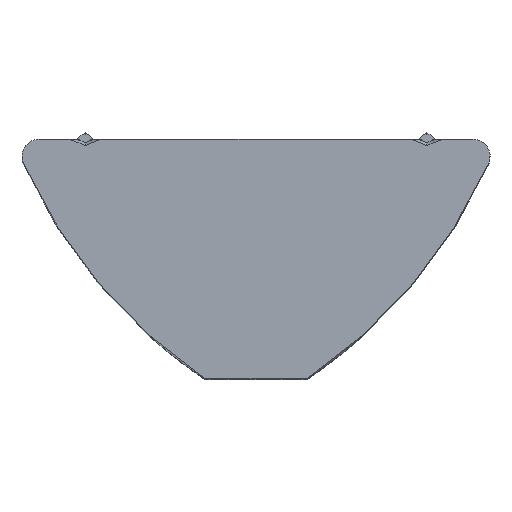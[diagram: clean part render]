
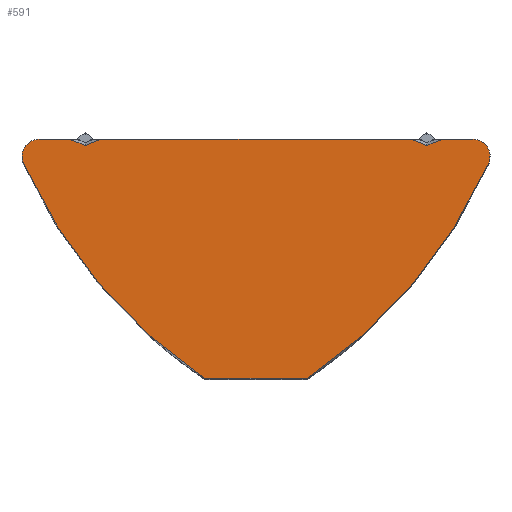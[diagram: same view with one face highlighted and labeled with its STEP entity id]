
A CAD part, top view. The second image highlights one B-rep face of the part: STEP entity #591.
In plain terms, the highlighted planar face has unit normal (0, 0, 1).
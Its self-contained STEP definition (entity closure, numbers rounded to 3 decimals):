
#34 = PLANE ( 'NONE',  #684 ) ;
#35 = VERTEX_POINT ( 'NONE', #788 ) ;
#46 = CARTESIAN_POINT ( 'NONE',  ( -5., -0.183, 11. ) ) ;
#47 = CARTESIAN_POINT ( 'NONE',  ( 4.543, 0., 11. ) ) ;
#51 = ORIENTED_EDGE ( 'NONE', *, *, #728, .T. ) ;
#60 = VECTOR ( 'NONE', #695, 1000. ) ;
#64 = VERTEX_POINT ( 'NONE', #331 ) ;
#70 = AXIS2_PLACEMENT_3D ( 'NONE', #127, #671, #206 ) ;
#72 = DIRECTION ( 'NONE',  ( 1., 0., 0. ) ) ;
#107 = CARTESIAN_POINT ( 'NONE',  ( 6.806, -0.705, 11. ) ) ;
#114 = CARTESIAN_POINT ( 'NONE',  ( 6.35, 0., 11. ) ) ;
#122 = CARTESIAN_POINT ( 'NONE',  ( 5., -0.183, 11. ) ) ;
#127 = CARTESIAN_POINT ( 'NONE',  ( -6.876, 5.444, 11. ) ) ;
#128 = AXIS2_PLACEMENT_3D ( 'NONE', #817, #360, #895 ) ;
#137 = VERTEX_POINT ( 'NONE', #339 ) ;
#142 = DIRECTION ( 'NONE',  ( 0.928, 0.371, 0. ) ) ;
#152 = ORIENTED_EDGE ( 'NONE', *, *, #630, .T. ) ;
#156 = VECTOR ( 'NONE', #142, 1000. ) ;
#162 = VERTEX_POINT ( 'NONE', #185 ) ;
#179 = VECTOR ( 'NONE', #757, 1000. ) ;
#185 = CARTESIAN_POINT ( 'NONE',  ( -4.543, 0., 11. ) ) ;
#187 = VERTEX_POINT ( 'NONE', #46 ) ;
#191 = CIRCLE ( 'NONE', #272, 0.5 ) ;
#192 = DIRECTION ( 'NONE',  ( -1., 0., 0. ) ) ;
#206 = DIRECTION ( 'NONE',  ( -1., 0., 0. ) ) ;
#213 = ORIENTED_EDGE ( 'NONE', *, *, #646, .T. ) ;
#236 = CARTESIAN_POINT ( 'NONE',  ( 6.35, 0., 11. ) ) ;
#239 = ORIENTED_EDGE ( 'NONE', *, *, #965, .T. ) ;
#250 = EDGE_CURVE ( 'NONE', #559, #627, #548, .T. ) ;
#254 = EDGE_CURVE ( 'NONE', #627, #990, #821, .T. ) ;
#266 = EDGE_CURVE ( 'NONE', #187, #162, #773, .T. ) ;
#272 = AXIS2_PLACEMENT_3D ( 'NONE', #858, #397, #938 ) ;
#275 = ORIENTED_EDGE ( 'NONE', *, *, #321, .F. ) ;
#294 = CIRCLE ( 'NONE', #702, 15. ) ;
#317 = ORIENTED_EDGE ( 'NONE', *, *, #250, .T. ) ;
#321 = EDGE_CURVE ( 'NONE', #600, #187, #517, .T. ) ;
#329 = CARTESIAN_POINT ( 'NONE',  ( 5.457, 0., 11. ) ) ;
#331 = CARTESIAN_POINT ( 'NONE',  ( 6.35, 0., 11. ) ) ;
#339 = CARTESIAN_POINT ( 'NONE',  ( -6.85, -0.5, 11. ) ) ;
#360 = DIRECTION ( 'NONE',  ( 0., 0., 1. ) ) ;
#368 = ORIENTED_EDGE ( 'NONE', *, *, #549, .T. ) ;
#372 = DIRECTION ( 'NONE',  ( -0.928, 0.371, 0. ) ) ;
#374 = VECTOR ( 'NONE', #708, 1000. ) ;
#378 = VERTEX_POINT ( 'NONE', #455 ) ;
#395 = EDGE_CURVE ( 'NONE', #378, #35, #294, .T. ) ;
#397 = DIRECTION ( 'NONE',  ( 0., 0., 1. ) ) ;
#434 = CARTESIAN_POINT ( 'NONE',  ( 1.5, -7., 11. ) ) ;
#451 = EDGE_CURVE ( 'NONE', #600, #932, #463, .T. ) ;
#455 = CARTESIAN_POINT ( 'NONE',  ( -6.806, -0.705, 11. ) ) ;
#456 = LINE ( 'NONE', #629, #608 ) ;
#463 = LINE ( 'NONE', #236, #60 ) ;
#475 = CIRCLE ( 'NONE', #887, 0.5 ) ;
#507 = DIRECTION ( 'NONE',  ( 1., 0., 0. ) ) ;
#511 = CARTESIAN_POINT ( 'NONE',  ( -6.35, -0.5, 11. ) ) ;
#517 = LINE ( 'NONE', #911, #727 ) ;
#525 = CIRCLE ( 'NONE', #70, 15. ) ;
#526 = FACE_OUTER_BOUND ( 'NONE', #801, .T. ) ;
#527 = DIRECTION ( 'NONE',  ( 0.928, -0.371, 0. ) ) ;
#531 = DIRECTION ( 'NONE',  ( 0., 0., 1. ) ) ;
#540 = EDGE_CURVE ( 'NONE', #932, #137, #191, .T. ) ;
#548 = LINE ( 'NONE', #833, #179 ) ;
#549 = EDGE_CURVE ( 'NONE', #35, #957, #598, .T. ) ;
#551 = CARTESIAN_POINT ( 'NONE',  ( 1.5, -7., 11. ) ) ;
#559 = VERTEX_POINT ( 'NONE', #329 ) ;
#562 = VECTOR ( 'NONE', #372, 1000. ) ;
#570 = CARTESIAN_POINT ( 'NONE',  ( 6.35, -0.5, 11. ) ) ;
#580 = CARTESIAN_POINT ( 'NONE',  ( -6.35, 0., 11. ) ) ;
#582 = DIRECTION ( 'NONE',  ( 0., 0., 1. ) ) ;
#591 = ADVANCED_FACE ( 'NONE', ( #526 ), #34, .F. ) ;
#598 = LINE ( 'NONE', #551, #374 ) ;
#600 = VERTEX_POINT ( 'NONE', #809 ) ;
#608 = VECTOR ( 'NONE', #715, 1000. ) ;
#627 = VERTEX_POINT ( 'NONE', #122 ) ;
#629 = CARTESIAN_POINT ( 'NONE',  ( 6.35, 0., 11. ) ) ;
#630 = EDGE_CURVE ( 'NONE', #990, #162, #688, .T. ) ;
#646 = EDGE_CURVE ( 'NONE', #137, #378, #475, .T. ) ;
#655 = DIRECTION ( 'NONE',  ( 0., 0., -1. ) ) ;
#671 = DIRECTION ( 'NONE',  ( 0., 0., 1. ) ) ;
#681 = ORIENTED_EDGE ( 'NONE', *, *, #540, .T. ) ;
#684 = AXIS2_PLACEMENT_3D ( 'NONE', #570, #655, #192 ) ;
#688 = LINE ( 'NONE', #114, #890 ) ;
#695 = DIRECTION ( 'NONE',  ( -1., 0., 0. ) ) ;
#702 = AXIS2_PLACEMENT_3D ( 'NONE', #1003, #531, #72 ) ;
#705 = ORIENTED_EDGE ( 'NONE', *, *, #395, .T. ) ;
#708 = DIRECTION ( 'NONE',  ( 1., 0., 0. ) ) ;
#715 = DIRECTION ( 'NONE',  ( -1., 0., 0. ) ) ;
#727 = VECTOR ( 'NONE', #527, 1000. ) ;
#728 = EDGE_CURVE ( 'NONE', #64, #559, #456, .T. ) ;
#733 = ORIENTED_EDGE ( 'NONE', *, *, #939, .T. ) ;
#735 = CIRCLE ( 'NONE', #128, 0.5 ) ;
#757 = DIRECTION ( 'NONE',  ( -0.928, -0.371, 0. ) ) ;
#773 = LINE ( 'NONE', #992, #156 ) ;
#788 = CARTESIAN_POINT ( 'NONE',  ( -1.5, -7., 11. ) ) ;
#801 = EDGE_LOOP ( 'NONE', ( #317, #857, #152, #996, #275, #811, #681, #213, #705, #368, #239, #733, #51 ) ) ;
#809 = CARTESIAN_POINT ( 'NONE',  ( -5.457, 0., 11. ) ) ;
#811 = ORIENTED_EDGE ( 'NONE', *, *, #451, .T. ) ;
#817 = CARTESIAN_POINT ( 'NONE',  ( 6.35, -0.5, 11. ) ) ;
#821 = LINE ( 'NONE', #909, #562 ) ;
#825 = VERTEX_POINT ( 'NONE', #107 ) ;
#833 = CARTESIAN_POINT ( 'NONE',  ( 6.054, 0.239, 11. ) ) ;
#857 = ORIENTED_EDGE ( 'NONE', *, *, #254, .T. ) ;
#858 = CARTESIAN_POINT ( 'NONE',  ( -6.35, -0.5, 11. ) ) ;
#887 = AXIS2_PLACEMENT_3D ( 'NONE', #511, #582, #507 ) ;
#890 = VECTOR ( 'NONE', #973, 1000. ) ;
#895 = DIRECTION ( 'NONE',  ( -1., 0., 0. ) ) ;
#909 = CARTESIAN_POINT ( 'NONE',  ( 6.273, -0.692, 11. ) ) ;
#911 = CARTESIAN_POINT ( 'NONE',  ( 4.894, -4.14, 11. ) ) ;
#932 = VERTEX_POINT ( 'NONE', #580 ) ;
#938 = DIRECTION ( 'NONE',  ( 1., 0., 0. ) ) ;
#939 = EDGE_CURVE ( 'NONE', #825, #64, #735, .T. ) ;
#957 = VERTEX_POINT ( 'NONE', #434 ) ;
#965 = EDGE_CURVE ( 'NONE', #957, #825, #525, .T. ) ;
#973 = DIRECTION ( 'NONE',  ( -1., 0., 0. ) ) ;
#990 = VERTEX_POINT ( 'NONE', #47 ) ;
#992 = CARTESIAN_POINT ( 'NONE',  ( 4.675, 3.687, 11. ) ) ;
#996 = ORIENTED_EDGE ( 'NONE', *, *, #266, .F. ) ;
#1003 = CARTESIAN_POINT ( 'NONE',  ( 6.876, 5.444, 11. ) ) ;
